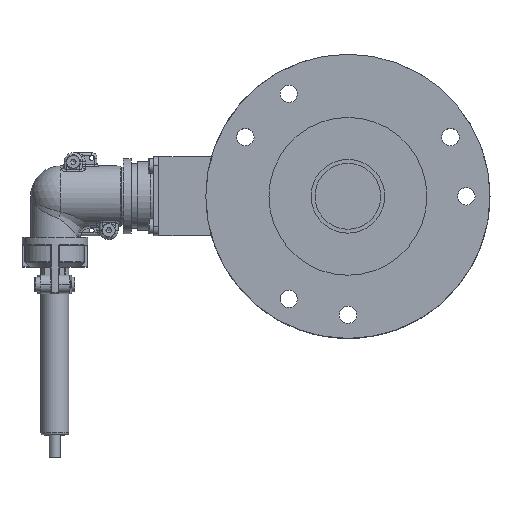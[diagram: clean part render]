
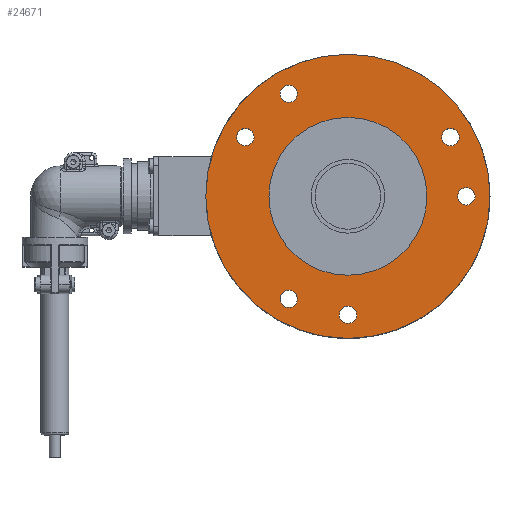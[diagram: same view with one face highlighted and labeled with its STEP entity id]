
A CAD part, top view. The second image highlights one B-rep face of the part: STEP entity #24671.
In plain terms, the highlighted planar face has unit normal (0, 0, 1).
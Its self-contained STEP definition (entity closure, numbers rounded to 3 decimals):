
#342 = CARTESIAN_POINT ( 'NONE',  ( -22.5, -42.271, 4.25 ) ) ;
#701 = FACE_BOUND ( 'NONE', #18201, .T. ) ;
#1216 = AXIS2_PLACEMENT_3D ( 'NONE', #22566, #13086, #20703 ) ;
#1503 = CARTESIAN_POINT ( 'NONE',  ( -38.971, 19.2, 4.25 ) ) ;
#1581 = EDGE_LOOP ( 'NONE', ( #7718 ) ) ;
#1894 = CARTESIAN_POINT ( 'NONE',  ( 38.971, 22.5, 4.25 ) ) ;
#1936 = DIRECTION ( 'NONE',  ( 0., 0., -1. ) ) ;
#2327 = DIRECTION ( 'NONE',  ( 0., -1., 0. ) ) ;
#2581 = EDGE_LOOP ( 'NONE', ( #8939 ) ) ;
#2779 = VERTEX_POINT ( 'NONE', #10409 ) ;
#2939 = FACE_BOUND ( 'NONE', #17175, .T. ) ;
#3211 = VERTEX_POINT ( 'NONE', #8484 ) ;
#3455 = CARTESIAN_POINT ( 'NONE',  ( 0., 30., 4.25 ) ) ;
#3680 = DIRECTION ( 'NONE',  ( 0., -1., 0. ) ) ;
#3749 = AXIS2_PLACEMENT_3D ( 'NONE', #5436, #20532, #14669 ) ;
#4489 = ORIENTED_EDGE ( 'NONE', *, *, #22338, .T. ) ;
#4547 = DIRECTION ( 'NONE',  ( 0., -1., 0. ) ) ;
#4581 = DIRECTION ( 'NONE',  ( 0., -1., 0. ) ) ;
#4765 = EDGE_CURVE ( 'NONE', #11915, #11915, #15518, .T. ) ;
#4955 = FACE_BOUND ( 'NONE', #10248, .T. ) ;
#5436 = CARTESIAN_POINT ( 'NONE',  ( 0., 0., 4.25 ) ) ;
#5491 = CIRCLE ( 'NONE', #17834, 3.3 ) ;
#5520 = AXIS2_PLACEMENT_3D ( 'NONE', #16306, #14063, #4581 ) ;
#5813 = ORIENTED_EDGE ( 'NONE', *, *, #23704, .T. ) ;
#6658 = CARTESIAN_POINT ( 'NONE',  ( 45., 0., 4.25 ) ) ;
#6670 = VERTEX_POINT ( 'NONE', #1503 ) ;
#6756 = ORIENTED_EDGE ( 'NONE', *, *, #4765, .T. ) ;
#7460 = CIRCLE ( 'NONE', #23410, 30. ) ;
#7718 = ORIENTED_EDGE ( 'NONE', *, *, #17349, .T. ) ;
#7930 = EDGE_CURVE ( 'NONE', #6670, #6670, #23088, .T. ) ;
#8221 = ORIENTED_EDGE ( 'NONE', *, *, #20326, .F. ) ;
#8330 = CARTESIAN_POINT ( 'NONE',  ( 0., -48.3, 4.25 ) ) ;
#8484 = CARTESIAN_POINT ( 'NONE',  ( -22.5, 35.671, 4.25 ) ) ;
#8881 = EDGE_CURVE ( 'NONE', #2779, #2779, #14511, .T. ) ;
#8939 = ORIENTED_EDGE ( 'NONE', *, *, #9205, .T. ) ;
#9205 = EDGE_CURVE ( 'NONE', #19117, #19117, #14897, .T. ) ;
#9649 = DIRECTION ( 'NONE',  ( 0., 0., -1. ) ) ;
#10248 = EDGE_LOOP ( 'NONE', ( #5813 ) ) ;
#10409 = CARTESIAN_POINT ( 'NONE',  ( 0., 54., 4.25 ) ) ;
#10565 = PLANE ( 'NONE',  #5520 ) ;
#10643 = DIRECTION ( 'NONE',  ( 0., 0., -1. ) ) ;
#11616 = CARTESIAN_POINT ( 'NONE',  ( 45., -3.3, 4.25 ) ) ;
#11915 = VERTEX_POINT ( 'NONE', #22899 ) ;
#11945 = DIRECTION ( 'NONE',  ( 0., 0., -1. ) ) ;
#12041 = ORIENTED_EDGE ( 'NONE', *, *, #8881, .T. ) ;
#12433 = FACE_BOUND ( 'NONE', #2581, .T. ) ;
#12749 = CIRCLE ( 'NONE', #1216, 3.3 ) ;
#13011 = EDGE_LOOP ( 'NONE', ( #12041 ) ) ;
#13086 = DIRECTION ( 'NONE',  ( 0., 0., -1. ) ) ;
#13455 = VERTEX_POINT ( 'NONE', #3455 ) ;
#13516 = AXIS2_PLACEMENT_3D ( 'NONE', #19697, #11945, #2327 ) ;
#14063 = DIRECTION ( 'NONE',  ( 0., 0., -1. ) ) ;
#14383 = ORIENTED_EDGE ( 'NONE', *, *, #7930, .T. ) ;
#14427 = FACE_BOUND ( 'NONE', #21639, .T. ) ;
#14473 = AXIS2_PLACEMENT_3D ( 'NONE', #6658, #10643, #4547 ) ;
#14511 = CIRCLE ( 'NONE', #3749, 54. ) ;
#14669 = DIRECTION ( 'NONE',  ( 0., 1., 0. ) ) ;
#14897 = CIRCLE ( 'NONE', #14473, 3.3 ) ;
#15132 = DIRECTION ( 'NONE',  ( 0., -1., 0. ) ) ;
#15263 = CARTESIAN_POINT ( 'NONE',  ( 0., -45., 4.25 ) ) ;
#15300 = CARTESIAN_POINT ( 'NONE',  ( -22.5, -38.971, 4.25 ) ) ;
#15518 = CIRCLE ( 'NONE', #18314, 3.3 ) ;
#16306 = CARTESIAN_POINT ( 'NONE',  ( -30., 0., 4.25 ) ) ;
#17175 = EDGE_LOOP ( 'NONE', ( #6756 ) ) ;
#17262 = DIRECTION ( 'NONE',  ( 0., -1., 0. ) ) ;
#17334 = VERTEX_POINT ( 'NONE', #342 ) ;
#17349 = EDGE_CURVE ( 'NONE', #3211, #3211, #12749, .T. ) ;
#17617 = CARTESIAN_POINT ( 'NONE',  ( 0., 0., 4.25 ) ) ;
#17834 = AXIS2_PLACEMENT_3D ( 'NONE', #15300, #1936, #3680 ) ;
#18064 = FACE_BOUND ( 'NONE', #1581, .T. ) ;
#18201 = EDGE_LOOP ( 'NONE', ( #4489 ) ) ;
#18314 = AXIS2_PLACEMENT_3D ( 'NONE', #1894, #9649, #15132 ) ;
#19023 = AXIS2_PLACEMENT_3D ( 'NONE', #15263, #22863, #17262 ) ;
#19117 = VERTEX_POINT ( 'NONE', #11616 ) ;
#19576 = VERTEX_POINT ( 'NONE', #8330 ) ;
#19625 = DIRECTION ( 'NONE',  ( 0., 0., 1. ) ) ;
#19697 = CARTESIAN_POINT ( 'NONE',  ( -38.971, 22.5, 4.25 ) ) ;
#19813 = FACE_OUTER_BOUND ( 'NONE', #13011, .T. ) ;
#20326 = EDGE_CURVE ( 'NONE', #13455, #13455, #7460, .T. ) ;
#20532 = DIRECTION ( 'NONE',  ( 0., 0., 1. ) ) ;
#20703 = DIRECTION ( 'NONE',  ( 0., -1., 0. ) ) ;
#21009 = CIRCLE ( 'NONE', #19023, 3.3 ) ;
#21241 = DIRECTION ( 'NONE',  ( 0., 1., 0. ) ) ;
#21639 = EDGE_LOOP ( 'NONE', ( #8221 ) ) ;
#21670 = FACE_BOUND ( 'NONE', #22824, .T. ) ;
#22338 = EDGE_CURVE ( 'NONE', #17334, #17334, #5491, .T. ) ;
#22566 = CARTESIAN_POINT ( 'NONE',  ( -22.5, 38.971, 4.25 ) ) ;
#22824 = EDGE_LOOP ( 'NONE', ( #14383 ) ) ;
#22863 = DIRECTION ( 'NONE',  ( 0., 0., -1. ) ) ;
#22899 = CARTESIAN_POINT ( 'NONE',  ( 38.971, 19.2, 4.25 ) ) ;
#23088 = CIRCLE ( 'NONE', #13516, 3.3 ) ;
#23410 = AXIS2_PLACEMENT_3D ( 'NONE', #17617, #19625, #21241 ) ;
#23704 = EDGE_CURVE ( 'NONE', #19576, #19576, #21009, .T. ) ;
#24671 = ADVANCED_FACE ( 'NONE', ( #21670, #18064, #4955, #701, #12433, #2939, #14427, #19813 ), #10565, .F. ) ;
